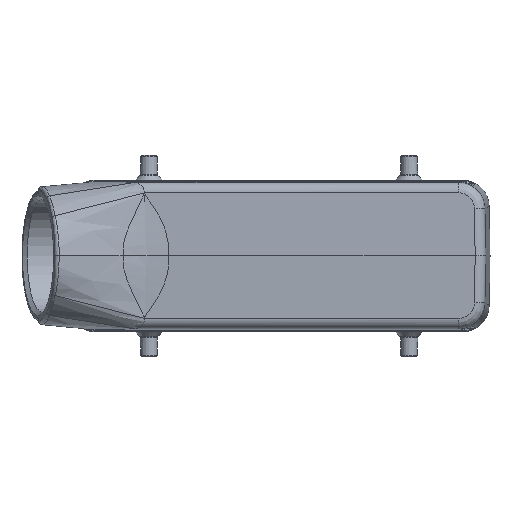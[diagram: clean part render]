
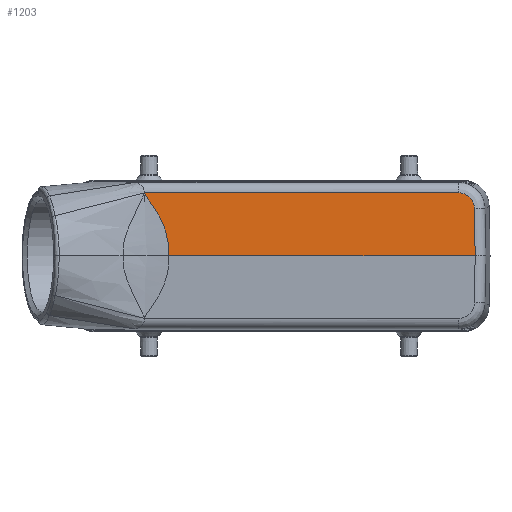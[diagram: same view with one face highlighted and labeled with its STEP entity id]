
A CAD part, top view. The second image highlights one B-rep face of the part: STEP entity #1203.
In plain terms, the highlighted planar face has unit normal (0, 0.018, 1).
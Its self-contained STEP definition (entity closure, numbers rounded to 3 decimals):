
#875=FACE_OUTER_BOUND('',#1963,.T.);
#1203=ADVANCED_FACE('',(#875),#1564,.F.);
#1564=PLANE('',#9749);
#1963=EDGE_LOOP('',(#2637,#2638,#2639,#2640,#2641));
#2369=ELLIPSE('',#9748,4.504,4.5);
#2637=ORIENTED_EDGE('',*,*,#4850,.T.);
#2638=ORIENTED_EDGE('',*,*,#4851,.T.);
#2639=ORIENTED_EDGE('',*,*,#4852,.F.);
#2640=ORIENTED_EDGE('',*,*,#4853,.T.);
#2641=ORIENTED_EDGE('',*,*,#4854,.T.);
#4311=VERTEX_POINT('',#14110);
#4312=VERTEX_POINT('',#14111);
#4313=VERTEX_POINT('',#14198);
#4314=VERTEX_POINT('',#14200);
#4315=VERTEX_POINT('',#14202);
#4850=EDGE_CURVE('',#4311,#4312,#7626,.T.);
#4851=EDGE_CURVE('',#4312,#4313,#5924,.T.);
#4852=EDGE_CURVE('',#4314,#4313,#7627,.T.);
#4853=EDGE_CURVE('',#4314,#4315,#7628,.T.);
#4854=EDGE_CURVE('',#4315,#4311,#2369,.T.);
#5924=B_SPLINE_CURVE_WITH_KNOTS('',3,(#14112,#14113,#14114,#14115,#14116,
#14117,#14118,#14119,#14120,#14121,#14122,#14123,#14124,#14125,#14126,#14127,
#14128,#14129,#14130,#14131,#14132,#14133,#14134,#14135,#14136,#14137,#14138,
#14139,#14140,#14141,#14142,#14143,#14144,#14145,#14146,#14147,#14148,#14149,
#14150,#14151,#14152,#14153,#14154,#14155,#14156,#14157,#14158,#14159,#14160,
#14161,#14162,#14163,#14164,#14165,#14166,#14167,#14168,#14169,#14170,#14171,
#14172,#14173,#14174,#14175,#14176,#14177,#14178,#14179,#14180,#14181,#14182,
#14183,#14184,#14185,#14186,#14187,#14188,#14189,#14190,#14191,#14192,#14193,
#14194,#14195,#14196,#14197),.UNSPECIFIED.,.F.,.F.,(4,2,2,2,2,1,1,1,1,2,
2,1,1,2,2,2,2,1,1,2,2,1,1,2,2,2,1,1,2,2,1,1,2,2,2,2,2,1,1,1,2,2,2,2,1,1,
2,2,1,1,1,2,2,4),(0.,0.031,0.047,0.063,
0.078,0.094,0.109,0.117,
0.121,0.123,0.125,0.141,
0.148,0.152,0.156,0.172,
0.188,0.203,0.211,0.215,
0.219,0.234,0.242,0.246,0.25,
0.313,0.344,0.359,0.367,
0.375,0.391,0.398,0.402,
0.406,0.422,0.438,0.5,
0.531,0.547,0.555,0.559,
0.563,0.594,0.625,0.688,
0.719,0.734,0.75,0.813,
0.844,0.859,0.867,0.875,
1.),.UNSPECIFIED.);
#7626=LINE('',#14109,#8190);
#7627=LINE('',#14199,#8191);
#7628=LINE('',#14201,#8192);
#8190=VECTOR('',#10572,1.);
#8191=VECTOR('',#10573,1.);
#8192=VECTOR('',#10574,1.);
#9748=AXIS2_PLACEMENT_3D('',#14203,#10575,#10576);
#9749=AXIS2_PLACEMENT_3D('',#14204,#10577,#10578);
#10572=DIRECTION('',(-1.,0.,0.));
#10573=DIRECTION('',(-1.,0.,0.));
#10574=DIRECTION('',(-0.017,1.,-0.017));
#10575=DIRECTION('',(0.,0.017,1.));
#10576=DIRECTION('',(0.622,0.783,-0.014));
#10577=DIRECTION('',(0.,-0.017,-1.));
#10578=DIRECTION('',(0.,-1.,0.017));
#14109=CARTESIAN_POINT('',(0.,17.852,53.038));
#14110=CARTESIAN_POINT('',(51.056,17.852,53.038));
#14111=CARTESIAN_POINT('',(-38.231,17.847,53.041));
#14112=CARTESIAN_POINT('',(-38.162,17.852,53.038));
#14113=CARTESIAN_POINT('',(-38.156,17.676,53.041));
#14114=CARTESIAN_POINT('',(-38.106,17.49,53.045));
#14115=CARTESIAN_POINT('',(-37.969,17.2,53.05));
#14116=CARTESIAN_POINT('',(-37.933,17.139,53.051));
#14117=CARTESIAN_POINT('',(-37.832,16.974,53.054));
#14118=CARTESIAN_POINT('',(-37.77,16.88,53.055));
#14119=CARTESIAN_POINT('',(-37.622,16.667,53.059));
#14120=CARTESIAN_POINT('',(-37.539,16.553,53.061));
#14121=CARTESIAN_POINT('',(-37.409,16.37,53.064));
#14122=CARTESIAN_POINT('',(-37.28,16.187,53.067));
#14123=CARTESIAN_POINT('',(-37.123,15.955,53.072));
#14124=CARTESIAN_POINT('',(-37.014,15.791,53.074));
#14125=CARTESIAN_POINT('',(-36.96,15.709,53.076));
#14126=CARTESIAN_POINT('',(-36.937,15.674,53.076));
#14127=CARTESIAN_POINT('',(-36.922,15.651,53.077));
#14128=CARTESIAN_POINT('',(-36.907,15.627,53.077));
#14129=CARTESIAN_POINT('',(-36.905,15.625,53.077));
#14130=CARTESIAN_POINT('',(-36.853,15.555,53.078));
#14131=CARTESIAN_POINT('',(-36.702,15.353,53.082));
#14132=CARTESIAN_POINT('',(-36.619,15.241,53.084));
#14133=CARTESIAN_POINT('',(-36.559,15.161,53.085));
#14134=CARTESIAN_POINT('',(-36.513,15.101,53.086));
#14135=CARTESIAN_POINT('',(-36.409,14.961,53.089));
#14136=CARTESIAN_POINT('',(-36.335,14.859,53.091));
#14137=CARTESIAN_POINT('',(-36.205,14.674,53.094));
#14138=CARTESIAN_POINT('',(-36.16,14.608,53.095));
#14139=CARTESIAN_POINT('',(-36.046,14.427,53.098));
#14140=CARTESIAN_POINT('',(-35.962,14.289,53.101));
#14141=CARTESIAN_POINT('',(-35.869,14.126,53.103));
#14142=CARTESIAN_POINT('',(-35.83,14.056,53.105));
#14143=CARTESIAN_POINT('',(-35.805,14.009,53.105));
#14144=CARTESIAN_POINT('',(-35.785,13.971,53.106));
#14145=CARTESIAN_POINT('',(-35.758,13.922,53.107));
#14146=CARTESIAN_POINT('',(-35.699,13.823,53.109));
#14147=CARTESIAN_POINT('',(-35.582,13.638,53.112));
#14148=CARTESIAN_POINT('',(-35.522,13.543,53.114));
#14149=CARTESIAN_POINT('',(-35.479,13.477,53.115));
#14150=CARTESIAN_POINT('',(-35.448,13.429,53.116));
#14151=CARTESIAN_POINT('',(-35.192,13.033,53.123));
#14152=CARTESIAN_POINT('',(-34.948,12.664,53.129));
#14153=CARTESIAN_POINT('',(-34.572,12.11,53.139));
#14154=CARTESIAN_POINT('',(-34.394,11.833,53.143));
#14155=CARTESIAN_POINT('',(-34.204,11.508,53.149));
#14156=CARTESIAN_POINT('',(-34.127,11.369,53.152));
#14157=CARTESIAN_POINT('',(-34.076,11.276,53.153));
#14158=CARTESIAN_POINT('',(-34.043,11.214,53.154));
#14159=CARTESIAN_POINT('',(-33.994,11.121,53.156));
#14160=CARTESIAN_POINT('',(-33.936,11.005,53.158));
#14161=CARTESIAN_POINT('',(-33.853,10.829,53.161));
#14162=CARTESIAN_POINT('',(-33.814,10.745,53.162));
#14163=CARTESIAN_POINT('',(-33.787,10.687,53.163));
#14164=CARTESIAN_POINT('',(-33.769,10.646,53.164));
#14165=CARTESIAN_POINT('',(-33.724,10.547,53.166));
#14166=CARTESIAN_POINT('',(-33.684,10.461,53.167));
#14167=CARTESIAN_POINT('',(-33.597,10.276,53.171));
#14168=CARTESIAN_POINT('',(-33.543,10.162,53.173));
#14169=CARTESIAN_POINT('',(-33.319,9.698,53.181));
#14170=CARTESIAN_POINT('',(-33.142,9.329,53.187));
#14171=CARTESIAN_POINT('',(-32.871,8.768,53.197));
#14172=CARTESIAN_POINT('',(-32.745,8.489,53.202));
#14173=CARTESIAN_POINT('',(-32.613,8.164,53.207));
#14174=CARTESIAN_POINT('',(-32.55,8.002,53.21));
#14175=CARTESIAN_POINT('',(-32.524,7.932,53.212));
#14176=CARTESIAN_POINT('',(-32.507,7.886,53.212));
#14177=CARTESIAN_POINT('',(-32.495,7.852,53.213));
#14178=CARTESIAN_POINT('',(-32.457,7.746,53.215));
#14179=CARTESIAN_POINT('',(-32.412,7.607,53.217));
#14180=CARTESIAN_POINT('',(-32.301,7.234,53.224));
#14181=CARTESIAN_POINT('',(-32.232,6.988,53.228));
#14182=CARTESIAN_POINT('',(-32.012,6.191,53.242));
#14183=CARTESIAN_POINT('',(-31.833,5.513,53.254));
#14184=CARTESIAN_POINT('',(-31.693,4.93,53.264));
#14185=CARTESIAN_POINT('',(-31.648,4.725,53.268));
#14186=CARTESIAN_POINT('',(-31.621,4.598,53.27));
#14187=CARTESIAN_POINT('',(-31.612,4.553,53.271));
#14188=CARTESIAN_POINT('',(-31.55,4.221,53.276));
#14189=CARTESIAN_POINT('',(-31.483,3.742,53.285));
#14190=CARTESIAN_POINT('',(-31.42,3.04,53.297));
#14191=CARTESIAN_POINT('',(-31.392,2.655,53.304));
#14192=CARTESIAN_POINT('',(-31.381,2.481,53.307));
#14193=CARTESIAN_POINT('',(-31.374,2.364,53.309));
#14194=CARTESIAN_POINT('',(-31.369,2.293,53.31));
#14195=CARTESIAN_POINT('',(-31.322,1.476,53.324));
#14196=CARTESIAN_POINT('',(-31.314,0.728,53.337));
#14197=CARTESIAN_POINT('',(-31.343,0.,53.35));
#14198=CARTESIAN_POINT('',(-31.343,0.,53.35));
#14199=CARTESIAN_POINT('',(0.,0.,53.35));
#14200=CARTESIAN_POINT('',(55.782,0.,53.35));
#14201=CARTESIAN_POINT('',(55.555,13.337,53.117));
#14202=CARTESIAN_POINT('',(55.554,13.431,53.116));
#14203=CARTESIAN_POINT('',(51.053,13.35,53.117));
#14204=CARTESIAN_POINT('',(0.,0.,53.35));
